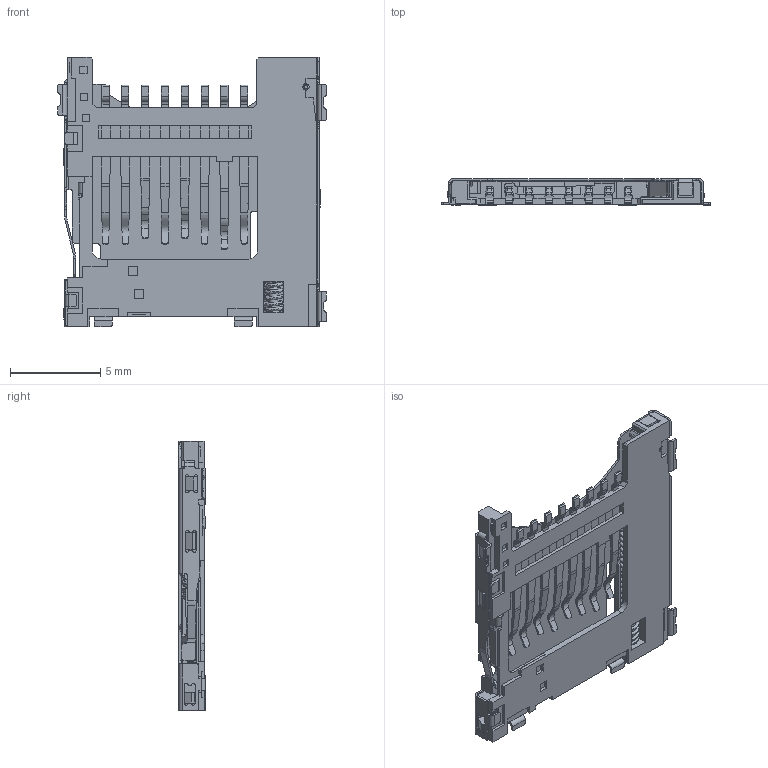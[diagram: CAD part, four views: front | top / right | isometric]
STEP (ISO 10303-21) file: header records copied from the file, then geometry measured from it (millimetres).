
FILE_DESCRIPTION(/* description */ ('STEP AP214'),/* implementation_level */ '2;1');
FILE_NAME(/* name */ 'MEM2090-00-145-00-A',/* time_stamp */ '2025-05-09T14:30:01+02:00',/* author */ ('License CC BY-ND 4.0'),/* organization */ ('CADENAS'),/* preprocessor_version */ 'ST-DEVELOPER v19.3',/* originating_system */ 'PARTsolutions',/* authorisation */ ' ');
FILE_SCHEMA (('AUTOMOTIVE_DESIGN {1 0 10303 214 3 1 1}'));
Products named in the file (2): MEM2090-00-145-00-A; MEM2090-00-145-00-A_PART1
Assembly tree (1 placements, depth 2):
  MEM2090-00-145-00-A
    MEM2090-00-145-00-A_PART1
Bounding box: 14.94 x 1.45 x 14.95 mm (x, y, z)
Volume: 89 mm3; surface area: 913.1 mm2
Topology: 1 solids, 1 shells, 1540 faces, 4206 edges, 2622 vertices
Faces by surface type: plane 979, cylinder 437, bspline 115, torus 7, cone 1, sphere 1
Full cylindrical faces by diameter (mm): 0.32 x3, 0.35 x1, 0.5 x1
Entity records: 66113 total; most frequent: CARTESIAN_POINT 17235, ORIENTED_EDGE 8372, DIRECTION 7356, EDGE_CURVE 4186, LINE 3088, VECTOR 3088, VERTEX_POINT 2615, AXIS2_PLACEMENT_3D 2134
